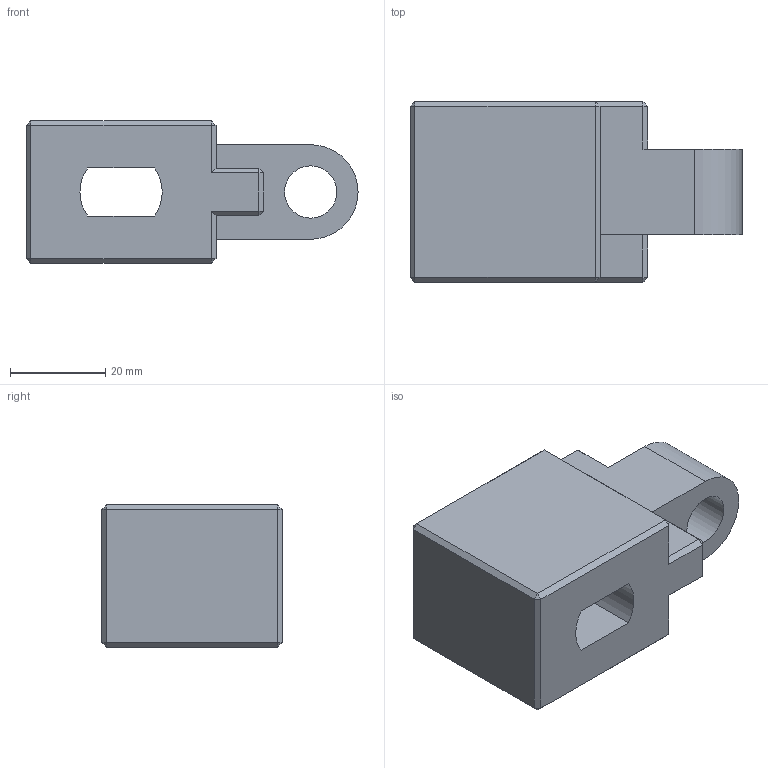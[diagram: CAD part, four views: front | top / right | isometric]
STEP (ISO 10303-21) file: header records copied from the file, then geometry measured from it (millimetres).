
FILE_DESCRIPTION(('FreeCAD Model'),'2;1');
FILE_NAME('Trottinette - Support moteur.step', '2018-04-25T11:27:28',('Author'),(''), 'Open CASCADE STEP processor 7.2','FreeCAD','Unknown');
FILE_SCHEMA(('AUTOMOTIVE_DESIGN { 1 0 10303 214 1 1 1 1 }'));
Length unit declared in the file: millimetre
Products named in the file (1): Chamfer
Bounding box: 69.85 x 38 x 30 mm (x, y, z)
Volume: 50321.8 mm3; surface area: 11832.1 mm2
Topology: 1 solids, 1 shells, 57 faces, 127 edges, 72 vertices
Faces by surface type: plane 53, cylinder 4
Full cylindrical faces by diameter (mm): 11 x1
Entity records: 3591 total; most frequent: CARTESIAN_POINT 567, DIRECTION 489, LINE 357, VECTOR 357, ORIENTED_EDGE 254, PCURVE 254, DEFINITIONAL_REPRESENTATION 254, EDGE_CURVE 127
